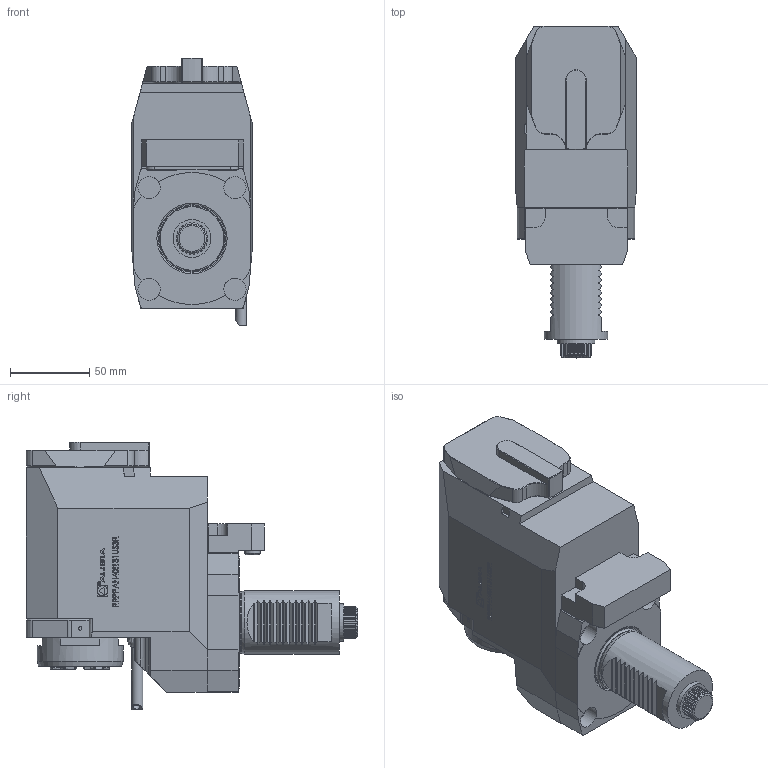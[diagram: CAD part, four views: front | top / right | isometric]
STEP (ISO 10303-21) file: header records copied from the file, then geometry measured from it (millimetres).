
FILE_DESCRIPTION (( 'STEP AP214' ), '1' );
FILE_NAME ('RRPPAH40I131US3R.STEP', '2026-02-12T17:09:40', ( '' ), ( '' ), 'SwSTEP 2.0', 'SolidWorks 2023', '' );
FILE_SCHEMA (( 'AUTOMOTIVE_DESIGN' ));
Length unit declared in the file: millimetre
Products named in the file (1): RRPPAH40I131US3R
Bounding box: 76 x 208.8 x 168.5 mm (x, y, z)
Volume: 1276990.9 mm3; surface area: 99444.8 mm2
Topology: 2 solids, 7 shells, 872 faces, 2330 edges, 1534 vertices
Faces by surface type: plane 555, cylinder 159, bspline 115, cone 38, torus 4, sphere 1
Full cylindrical faces by diameter (mm): 1.7 x1, 2.05 x1, 2.1 x1, 4 x1, 5 x2, 6 x1, 6.366 x1, 6.8 x2, 7 x1, 14 x4, 17.5 x1, 23.9 x1, 30.4 x1, 38.7 x1, 40 x1, 54 x1
Entity records: 35995 total; most frequent: CARTESIAN_POINT 12067, ORIENTED_EDGE 4544, DIRECTION 3614, EDGE_CURVE 2272, VERTEX_POINT 1512, VECTOR 1436, LINE 1436, AXIS2_PLACEMENT_3D 1089
